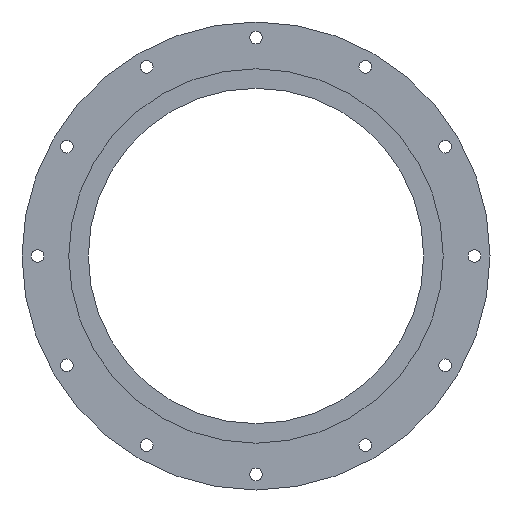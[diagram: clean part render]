
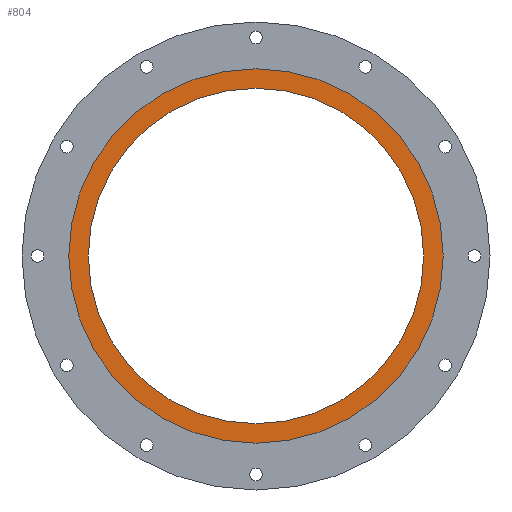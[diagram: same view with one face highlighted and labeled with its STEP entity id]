
A CAD part, front view. The second image highlights one B-rep face of the part: STEP entity #804.
In plain terms, the highlighted planar face has unit normal (0, -1, 0).
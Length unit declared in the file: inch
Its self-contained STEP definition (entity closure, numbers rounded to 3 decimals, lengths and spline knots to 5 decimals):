
#7 = CIRCLE ( 'NONE', #1032, 3. ) ;
#21 = DIRECTION ( 'NONE',  ( 0., 0., 1. ) ) ;
#45 = CARTESIAN_POINT ( 'NONE',  ( 0., 0., -2.6875 ) ) ;
#60 = CIRCLE ( 'NONE', #188, 2.6875 ) ;
#81 = ORIENTED_EDGE ( 'NONE', *, *, #203, .F. ) ;
#147 = VERTEX_POINT ( 'NONE', #597 ) ;
#148 = DIRECTION ( 'NONE',  ( 0., 1., 0. ) ) ;
#180 = CIRCLE ( 'NONE', #1083, 3. ) ;
#188 = AXIS2_PLACEMENT_3D ( 'NONE', #346, #1289, #1282 ) ;
#203 = EDGE_CURVE ( 'NONE', #1336, #147, #180, .T. ) ;
#346 = CARTESIAN_POINT ( 'NONE',  ( 0., 0., 0. ) ) ;
#365 = VERTEX_POINT ( 'NONE', #969 ) ;
#380 = DIRECTION ( 'NONE',  ( 0., 1., 0. ) ) ;
#386 = CARTESIAN_POINT ( 'NONE',  ( 0., 0., 3. ) ) ;
#396 = CARTESIAN_POINT ( 'NONE',  ( 0., 0., 0. ) ) ;
#436 = CARTESIAN_POINT ( 'NONE',  ( 0., 0., 0. ) ) ;
#505 = CIRCLE ( 'NONE', #718, 2.6875 ) ;
#540 = FACE_OUTER_BOUND ( 'NONE', #795, .T. ) ;
#579 = EDGE_CURVE ( 'NONE', #365, #1270, #505, .T. ) ;
#597 = CARTESIAN_POINT ( 'NONE',  ( 0., 0., -3. ) ) ;
#601 = AXIS2_PLACEMENT_3D ( 'NONE', #891, #1076, #1460 ) ;
#624 = EDGE_CURVE ( 'NONE', #1270, #365, #60, .T. ) ;
#644 = ORIENTED_EDGE ( 'NONE', *, *, #1291, .F. ) ;
#714 = CARTESIAN_POINT ( 'NONE',  ( 0., 0., 0. ) ) ;
#718 = AXIS2_PLACEMENT_3D ( 'NONE', #436, #1257, #1062 ) ;
#795 = EDGE_LOOP ( 'NONE', ( #644, #81 ) ) ;
#804 = ADVANCED_FACE ( 'NONE', ( #540, #867 ), #1224, .F. ) ;
#867 = FACE_BOUND ( 'NONE', #1159, .T. ) ;
#891 = CARTESIAN_POINT ( 'NONE',  ( 0., 0., 0. ) ) ;
#969 = CARTESIAN_POINT ( 'NONE',  ( 0., 0., 2.6875 ) ) ;
#1032 = AXIS2_PLACEMENT_3D ( 'NONE', #396, #380, #1422 ) ;
#1062 = DIRECTION ( 'NONE',  ( 0., 0., 1. ) ) ;
#1076 = DIRECTION ( 'NONE',  ( 0., 1., 0. ) ) ;
#1083 = AXIS2_PLACEMENT_3D ( 'NONE', #714, #148, #21 ) ;
#1095 = ORIENTED_EDGE ( 'NONE', *, *, #579, .T. ) ;
#1144 = ORIENTED_EDGE ( 'NONE', *, *, #624, .T. ) ;
#1159 = EDGE_LOOP ( 'NONE', ( #1144, #1095 ) ) ;
#1224 = PLANE ( 'NONE',  #601 ) ;
#1257 = DIRECTION ( 'NONE',  ( 0., 1., 0. ) ) ;
#1270 = VERTEX_POINT ( 'NONE', #45 ) ;
#1282 = DIRECTION ( 'NONE',  ( 0., 0., 1. ) ) ;
#1289 = DIRECTION ( 'NONE',  ( 0., 1., 0. ) ) ;
#1291 = EDGE_CURVE ( 'NONE', #147, #1336, #7, .T. ) ;
#1336 = VERTEX_POINT ( 'NONE', #386 ) ;
#1422 = DIRECTION ( 'NONE',  ( 0., 0., 1. ) ) ;
#1460 = DIRECTION ( 'NONE',  ( 0., 0., 1. ) ) ;
